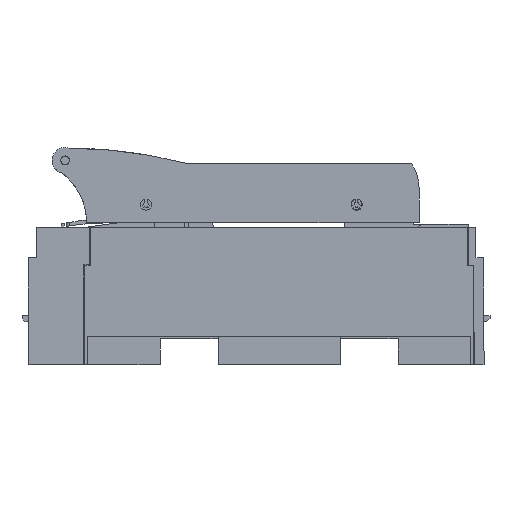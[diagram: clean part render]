
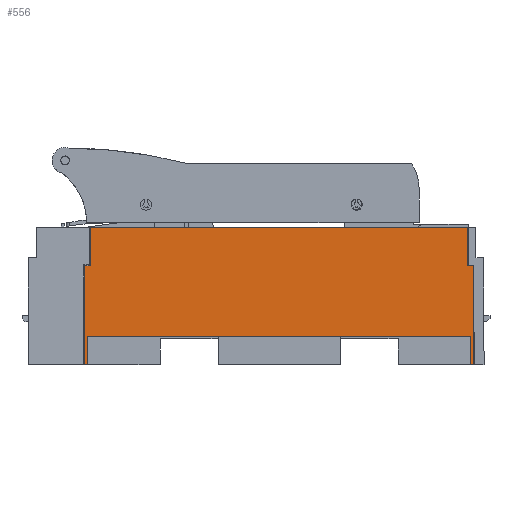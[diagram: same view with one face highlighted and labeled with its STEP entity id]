
A CAD part, front view. The second image highlights one B-rep face of the part: STEP entity #556.
In plain terms, the highlighted planar face has unit normal (0, -1, 0).
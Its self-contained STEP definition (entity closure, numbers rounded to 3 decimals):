
#472=AXIS2_PLACEMENT_3D('Plane Axis2P3D',#469,#470,#471) ;
#94=CARTESIAN_POINT('Vertex',(127.5,-45.5,0.)) ;
#97=CARTESIAN_POINT('Line Origine',(126.5,-45.5,0.)) ;
#101=CARTESIAN_POINT('Vertex',(125.5,-45.5,0.)) ;
#406=CARTESIAN_POINT('Vertex',(127.5,-45.5,64.8)) ;
#409=CARTESIAN_POINT('Line Origine',(127.5,-45.5,32.4)) ;
#469=CARTESIAN_POINT('Axis2P3D Location',(0.,-45.5,0.)) ;
#474=CARTESIAN_POINT('Line Origine',(-123.6,-45.5,77.4)) ;
#478=CARTESIAN_POINT('Vertex',(-123.6,-45.5,64.8)) ;
#480=CARTESIAN_POINT('Vertex',(-123.6,-45.5,90.)) ;
#483=CARTESIAN_POINT('Line Origine',(-125.55,-45.5,64.8)) ;
#487=CARTESIAN_POINT('Vertex',(-127.5,-45.5,64.8)) ;
#490=CARTESIAN_POINT('Line Origine',(-127.5,-45.5,32.4)) ;
#494=CARTESIAN_POINT('Vertex',(-127.5,-45.5,0.)) ;
#497=CARTESIAN_POINT('Line Origine',(-126.5,-45.5,0.)) ;
#501=CARTESIAN_POINT('Vertex',(-125.5,-45.5,0.)) ;
#504=CARTESIAN_POINT('Line Origine',(-125.5,-45.5,9.25)) ;
#508=CARTESIAN_POINT('Vertex',(-125.5,-45.5,18.5)) ;
#511=CARTESIAN_POINT('Line Origine',(0.,-45.5,18.5)) ;
#515=CARTESIAN_POINT('Vertex',(125.5,-45.5,18.5)) ;
#518=CARTESIAN_POINT('Line Origine',(125.5,-45.5,9.25)) ;
#523=CARTESIAN_POINT('Line Origine',(125.55,-45.5,64.8)) ;
#527=CARTESIAN_POINT('Vertex',(123.6,-45.5,64.8)) ;
#530=CARTESIAN_POINT('Line Origine',(123.6,-45.5,77.4)) ;
#534=CARTESIAN_POINT('Vertex',(123.6,-45.5,90.)) ;
#537=CARTESIAN_POINT('Line Origine',(0.,-45.5,90.)) ;
#98=DIRECTION('Vector Direction',(1.,0.,0.)) ;
#410=DIRECTION('Vector Direction',(0.,0.,1.)) ;
#470=DIRECTION('Axis2P3D Direction',(0.,1.,0.)) ;
#471=DIRECTION('Axis2P3D XDirection',(0.,0.,1.)) ;
#475=DIRECTION('Vector Direction',(0.,0.,1.)) ;
#484=DIRECTION('Vector Direction',(-1.,0.,0.)) ;
#491=DIRECTION('Vector Direction',(0.,0.,1.)) ;
#498=DIRECTION('Vector Direction',(1.,0.,0.)) ;
#505=DIRECTION('Vector Direction',(0.,0.,1.)) ;
#512=DIRECTION('Vector Direction',(1.,0.,0.)) ;
#519=DIRECTION('Vector Direction',(0.,0.,1.)) ;
#524=DIRECTION('Vector Direction',(1.,0.,0.)) ;
#531=DIRECTION('Vector Direction',(0.,0.,1.)) ;
#538=DIRECTION('Vector Direction',(1.,0.,0.)) ;
#99=VECTOR('Line Direction',#98,1.) ;
#411=VECTOR('Line Direction',#410,1.) ;
#476=VECTOR('Line Direction',#475,1.) ;
#485=VECTOR('Line Direction',#484,1.) ;
#492=VECTOR('Line Direction',#491,1.) ;
#499=VECTOR('Line Direction',#498,1.) ;
#506=VECTOR('Line Direction',#505,1.) ;
#513=VECTOR('Line Direction',#512,1.) ;
#520=VECTOR('Line Direction',#519,1.) ;
#525=VECTOR('Line Direction',#524,1.) ;
#532=VECTOR('Line Direction',#531,1.) ;
#539=VECTOR('Line Direction',#538,1.) ;
#543=ORIENTED_EDGE('',*,*,#482,.F.) ;
#544=ORIENTED_EDGE('',*,*,#489,.T.) ;
#545=ORIENTED_EDGE('',*,*,#496,.F.) ;
#546=ORIENTED_EDGE('',*,*,#503,.T.) ;
#547=ORIENTED_EDGE('',*,*,#510,.T.) ;
#548=ORIENTED_EDGE('',*,*,#517,.F.) ;
#549=ORIENTED_EDGE('',*,*,#522,.F.) ;
#550=ORIENTED_EDGE('',*,*,#103,.T.) ;
#551=ORIENTED_EDGE('',*,*,#413,.T.) ;
#552=ORIENTED_EDGE('',*,*,#529,.F.) ;
#553=ORIENTED_EDGE('',*,*,#536,.T.) ;
#554=ORIENTED_EDGE('',*,*,#541,.F.) ;
#556=ADVANCED_FACE('Hauptkoerper nicht benutzen',(#555),#473,.F.) ;
#103=EDGE_CURVE('',#102,#95,#100,.T.) ;
#413=EDGE_CURVE('',#95,#407,#412,.T.) ;
#482=EDGE_CURVE('',#479,#481,#477,.T.) ;
#489=EDGE_CURVE('',#479,#488,#486,.T.) ;
#496=EDGE_CURVE('',#495,#488,#493,.T.) ;
#503=EDGE_CURVE('',#495,#502,#500,.T.) ;
#510=EDGE_CURVE('',#502,#509,#507,.T.) ;
#517=EDGE_CURVE('',#516,#509,#514,.F.) ;
#522=EDGE_CURVE('',#102,#516,#521,.T.) ;
#529=EDGE_CURVE('',#528,#407,#526,.T.) ;
#536=EDGE_CURVE('',#528,#535,#533,.T.) ;
#541=EDGE_CURVE('',#481,#535,#540,.T.) ;
#542=EDGE_LOOP('',(#543,#544,#545,#546,#547,#548,#549,#550,#551,#552,#553,#554)) ;
#555=FACE_OUTER_BOUND('',#542,.T.) ;
#100=LINE('Line',#97,#99) ;
#412=LINE('Line',#409,#411) ;
#477=LINE('Line',#474,#476) ;
#486=LINE('Line',#483,#485) ;
#493=LINE('Line',#490,#492) ;
#500=LINE('Line',#497,#499) ;
#507=LINE('Line',#504,#506) ;
#514=LINE('Line',#511,#513) ;
#521=LINE('Line',#518,#520) ;
#526=LINE('Line',#523,#525) ;
#533=LINE('Line',#530,#532) ;
#540=LINE('Line',#537,#539) ;
#473=PLANE('Plane',#472) ;
#95=VERTEX_POINT('',#94) ;
#102=VERTEX_POINT('',#101) ;
#407=VERTEX_POINT('',#406) ;
#479=VERTEX_POINT('',#478) ;
#481=VERTEX_POINT('',#480) ;
#488=VERTEX_POINT('',#487) ;
#495=VERTEX_POINT('',#494) ;
#502=VERTEX_POINT('',#501) ;
#509=VERTEX_POINT('',#508) ;
#516=VERTEX_POINT('',#515) ;
#528=VERTEX_POINT('',#527) ;
#535=VERTEX_POINT('',#534) ;
